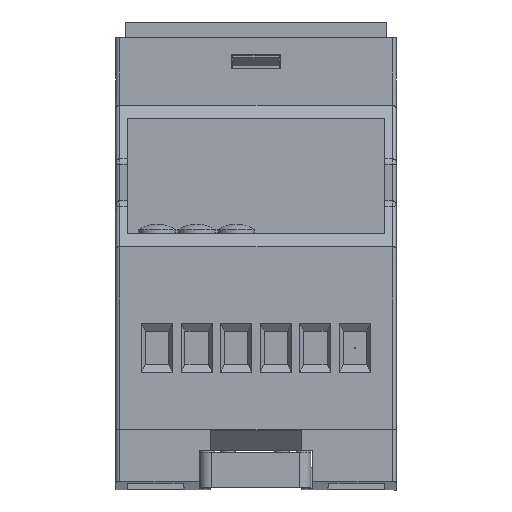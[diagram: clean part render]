
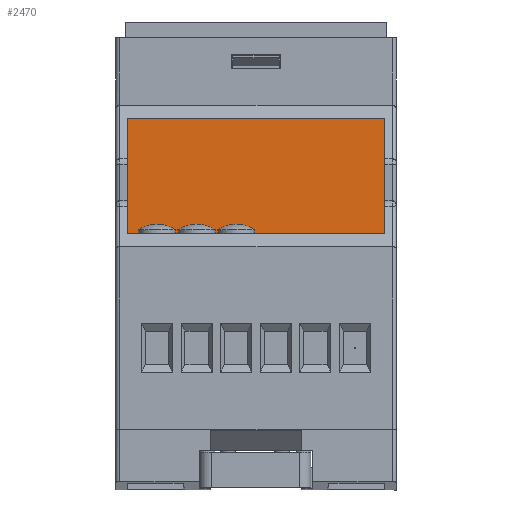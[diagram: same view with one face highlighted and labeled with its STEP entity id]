
A CAD part, front view. The second image highlights one B-rep face of the part: STEP entity #2470.
In plain terms, the highlighted face is planar.
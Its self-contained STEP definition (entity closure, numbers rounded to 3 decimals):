
#2470 = ADVANCED_FACE( '', ( #4975 ), #4976, .T. );
#4975 = FACE_OUTER_BOUND( '', #7939, .T. );
#4976 = PLANE( '', #7940 );
#7939 = EDGE_LOOP( '', ( #14525, #14526, #14527, #14528 ) );
#7940 = AXIS2_PLACEMENT_3D( '', #14529, #14530, #14531 );
#14525 = ORIENTED_EDGE( '', *, *, #20410, .F. );
#14526 = ORIENTED_EDGE( '', *, *, #18883, .F. );
#14527 = ORIENTED_EDGE( '', *, *, #20411, .T. );
#14528 = ORIENTED_EDGE( '', *, *, #20412, .F. );
#14529 = CARTESIAN_POINT( '', ( -34., 36., 25.15 ) );
#14530 = DIRECTION( '', ( -1., 0., 0. ) );
#14531 = DIRECTION( '', ( 0., 0., 1. ) );
#18883 = EDGE_CURVE( '', #22575, #22564, #22577, .T. );
#20410 = EDGE_CURVE( '', #22564, #24829, #24830, .T. );
#20411 = EDGE_CURVE( '', #22575, #24831, #24832, .T. );
#20412 = EDGE_CURVE( '', #24829, #24831, #24833, .T. );
#22564 = VERTEX_POINT( '', #28019 );
#22575 = VERTEX_POINT( '', #28033 );
#22577 = LINE( '', #28036, #28037 );
#24829 = VERTEX_POINT( '', #32328 );
#24830 = LINE( '', #32329, #32330 );
#24831 = VERTEX_POINT( '', #32331 );
#24832 = LINE( '', #32332, #32333 );
#24833 = LINE( '', #32334, #32335 );
#28019 = CARTESIAN_POINT( '', ( -34., 34.5, 39.91 ) );
#28033 = CARTESIAN_POINT( '', ( -34., 34.5, 25.15 ) );
#28036 = CARTESIAN_POINT( '', ( -34., 34.5, 25.15 ) );
#28037 = VECTOR( '', #34662, 1000. );
#32328 = CARTESIAN_POINT( '', ( -34., 1.5, 39.91 ) );
#32329 = CARTESIAN_POINT( '', ( -34., 36., 39.91 ) );
#32330 = VECTOR( '', #35943, 1000. );
#32331 = CARTESIAN_POINT( '', ( -34., 1.5, 25.15 ) );
#32332 = CARTESIAN_POINT( '', ( -34., 36., 25.15 ) );
#32333 = VECTOR( '', #35944, 1000. );
#32334 = CARTESIAN_POINT( '', ( -34., 1.5, 25.15 ) );
#32335 = VECTOR( '', #35945, 1000. );
#34662 = DIRECTION( '', ( 0., 0., 1. ) );
#35943 = DIRECTION( '', ( 0., -1., 0. ) );
#35944 = DIRECTION( '', ( 0., -1., 0. ) );
#35945 = DIRECTION( '', ( 0., 0., -1. ) );
